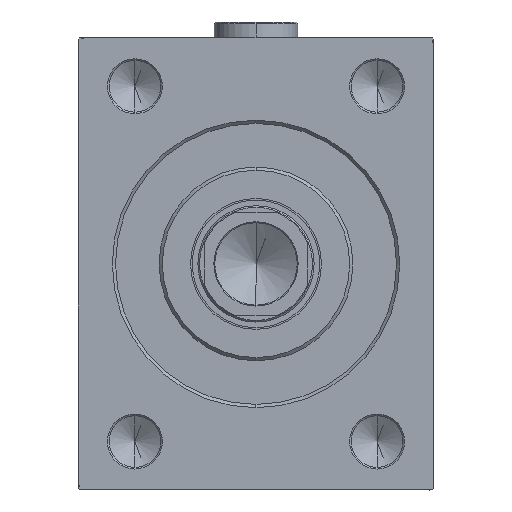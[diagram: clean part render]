
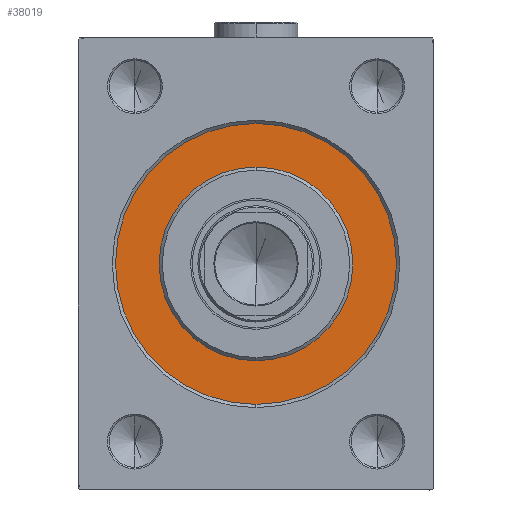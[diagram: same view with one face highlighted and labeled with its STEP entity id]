
A CAD part, left-side view. The second image highlights one B-rep face of the part: STEP entity #38019.
In plain terms, the highlighted face is planar.
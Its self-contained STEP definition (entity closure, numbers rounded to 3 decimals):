
#474 = EDGE_LOOP ( 'NONE', ( #20153, #17624 ) ) ;
#1371 = CARTESIAN_POINT ( 'NONE',  ( 0., 0., 30. ) ) ;
#1490 = CIRCLE ( 'NONE', #19927, 30. ) ;
#1697 = CARTESIAN_POINT ( 'NONE',  ( 0., 0., 0. ) ) ;
#2011 = FACE_BOUND ( 'NONE', #21418, .T. ) ;
#2609 = VERTEX_POINT ( 'NONE', #23157 ) ;
#3672 = AXIS2_PLACEMENT_3D ( 'NONE', #30203, #19804, #33904 ) ;
#4674 = AXIS2_PLACEMENT_3D ( 'NONE', #1697, #5853, #26658 ) ;
#5430 = CARTESIAN_POINT ( 'NONE',  ( 0., 0., 0. ) ) ;
#5853 = DIRECTION ( 'NONE',  ( -1., 0., 0. ) ) ;
#7669 = DIRECTION ( 'NONE',  ( 0., 0., 1. ) ) ;
#11332 = ORIENTED_EDGE ( 'NONE', *, *, #14586, .F. ) ;
#13106 = PLANE ( 'NONE',  #3672 ) ;
#14586 = EDGE_CURVE ( 'NONE', #2609, #18141, #1490, .T. ) ;
#15582 = VERTEX_POINT ( 'NONE', #44302 ) ;
#17241 = CIRCLE ( 'NONE', #4674, 43.5 ) ;
#17624 = ORIENTED_EDGE ( 'NONE', *, *, #24354, .F. ) ;
#18141 = VERTEX_POINT ( 'NONE', #1371 ) ;
#19185 = DIRECTION ( 'NONE',  ( -1., 0., 0. ) ) ;
#19796 = VERTEX_POINT ( 'NONE', #43188 ) ;
#19804 = DIRECTION ( 'NONE',  ( -1., 0., 0. ) ) ;
#19927 = AXIS2_PLACEMENT_3D ( 'NONE', #5430, #44001, #27138 ) ;
#20153 = ORIENTED_EDGE ( 'NONE', *, *, #44488, .F. ) ;
#21147 = DIRECTION ( 'NONE',  ( 0., 0., -1. ) ) ;
#21418 = EDGE_LOOP ( 'NONE', ( #32817, #11332 ) ) ;
#23157 = CARTESIAN_POINT ( 'NONE',  ( 0., 0., -30. ) ) ;
#24354 = EDGE_CURVE ( 'NONE', #19796, #15582, #17241, .T. ) ;
#24632 = CARTESIAN_POINT ( 'NONE',  ( 0., 0., 0. ) ) ;
#26658 = DIRECTION ( 'NONE',  ( 0., 0., 1. ) ) ;
#27138 = DIRECTION ( 'NONE',  ( 0., 0., -1. ) ) ;
#29405 = EDGE_CURVE ( 'NONE', #18141, #2609, #32961, .T. ) ;
#29985 = AXIS2_PLACEMENT_3D ( 'NONE', #24632, #42418, #21147 ) ;
#30203 = CARTESIAN_POINT ( 'NONE',  ( 0., 0., 0. ) ) ;
#31778 = CIRCLE ( 'NONE', #33249, 43.5 ) ;
#32817 = ORIENTED_EDGE ( 'NONE', *, *, #29405, .F. ) ;
#32961 = CIRCLE ( 'NONE', #29985, 30. ) ;
#33249 = AXIS2_PLACEMENT_3D ( 'NONE', #36744, #19185, #7669 ) ;
#33904 = DIRECTION ( 'NONE',  ( 0., 0., 1. ) ) ;
#36744 = CARTESIAN_POINT ( 'NONE',  ( 0., 0., 0. ) ) ;
#38019 = ADVANCED_FACE ( 'NONE', ( #2011, #44299 ), #13106, .F. ) ;
#42418 = DIRECTION ( 'NONE',  ( 1., 0., 0. ) ) ;
#43188 = CARTESIAN_POINT ( 'NONE',  ( 0., 0., 43.5 ) ) ;
#44001 = DIRECTION ( 'NONE',  ( 1., 0., 0. ) ) ;
#44299 = FACE_OUTER_BOUND ( 'NONE', #474, .T. ) ;
#44302 = CARTESIAN_POINT ( 'NONE',  ( 0., 0., -43.5 ) ) ;
#44488 = EDGE_CURVE ( 'NONE', #15582, #19796, #31778, .T. ) ;
